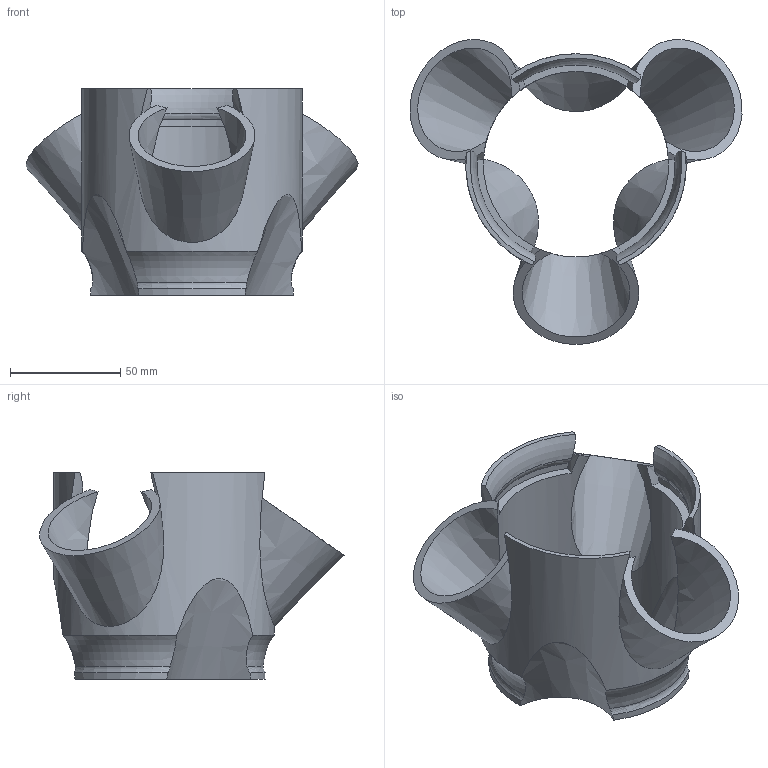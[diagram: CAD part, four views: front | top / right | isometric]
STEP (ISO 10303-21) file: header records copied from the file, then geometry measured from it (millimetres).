
FILE_DESCRIPTION(/* description */ (''),/* implementation_level */ '2;1');
FILE_NAME(/* name */ '50mm Planter Module.step',/* time_stamp */ '2023-10-30T15:57:19+11:00',/* author */ (''),/* organization */ (''),/* preprocessor_version */ 'ST-DEVELOPER v20',/* originating_system */ 'Autodesk Translation Framework v12.14.0.127',/* authorisation */ '');
FILE_SCHEMA (('AUTOMOTIVE_DESIGN { 1 0 10303 214 3 1 1 }'));
Length unit declared in the file: millimetre
Products named in the file (1): 50mm Planter Module
Bounding box: 150.48 x 138.19 x 93.63 mm (x, y, z)
Volume: 157250.9 mm3; surface area: 65983.9 mm2
Topology: 1 solids, 1 shells, 54 faces, 158 edges, 105 vertices
Faces by surface type: cone 24, torus 12, plane 10, cylinder 8
Full cylindrical faces by diameter (mm): 84 x1, 100 x1
Entity records: 2413 total; most frequent: CARTESIAN_POINT 1021, ORIENTED_EDGE 316, DIRECTION 266, EDGE_CURVE 158, AXIS2_PLACEMENT_3D 132, VERTEX_POINT 105, B_SPLINE_CURVE_WITH_KNOTS 79, EDGE_LOOP 55
